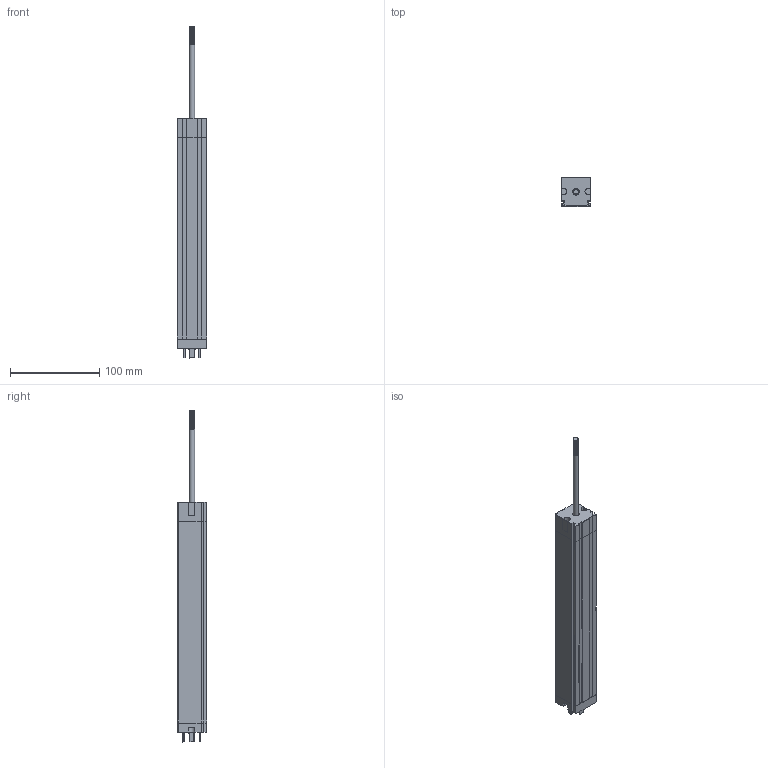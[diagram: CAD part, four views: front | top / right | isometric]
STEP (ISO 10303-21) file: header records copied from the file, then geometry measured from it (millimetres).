
FILE_DESCRIPTION(('FreeCAD Model'),'2;1');
FILE_NAME( 'Linear Pot.step', '2017-01-26T10:30:48',('Technical Support'),( 'Firgelli Automations Inc'),'Open CASCADE STEP processor 6.8', 'FreeCAD','Unknown');
FILE_SCHEMA(('AUTOMOTIVE_DESIGN_CC2 { 1 2 10303 214 -1 1 5 4 }'));
Length unit declared in the file: millimetre
Products named in the file (4): LinPot-body; LinPot-end_cap; LinPot-connector; LinPot-shaft
Bounding box: 32.87 x 32.59 x 371.24 mm (x, y, z)
Volume: 55462.4 mm3; surface area: 85176.8 mm2
Topology: 4 solids, 4 shells, 176 faces, 488 edges, 326 vertices
Faces by surface type: plane 127, cylinder 46, bspline 3
Full cylindrical faces by diameter (mm): 2.49 x1, 4.54 x1, 6 x23, 7.22 x1, 7.33 x1
Entity records: 96545 total; most frequent: CARTESIAN_POINT 87160, DIRECTION 1560, LINE 1090, VECTOR 1090, ORIENTED_EDGE 976, PCURVE 976, DEFINITIONAL_REPRESENTATION 976, EDGE_CURVE 488
